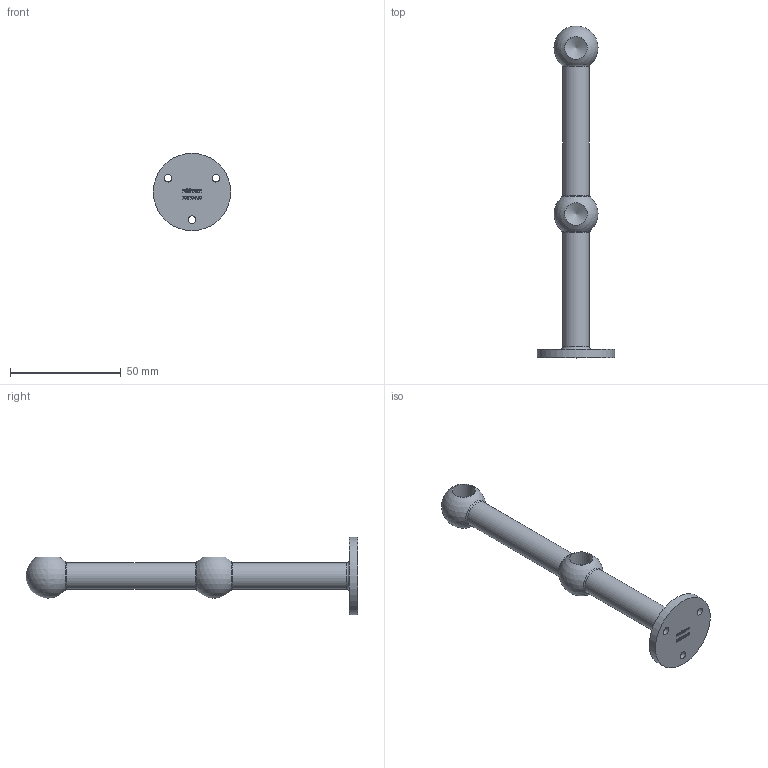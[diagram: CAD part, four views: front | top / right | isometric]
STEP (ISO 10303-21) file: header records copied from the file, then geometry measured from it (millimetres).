
FILE_DESCRIPTION (( 'STEP AP203' ), '1' );
FILE_NAME ('70314-ME.step', '2024-01-11T13:45:43', ( '' ), ( '' ), 'SwSTEP 2.0', 'SolidWorks 2018', '' );
FILE_SCHEMA (( 'CONFIG_CONTROL_DESIGN' ));
Length unit declared in the file: millimetre
Products named in the file (1): 70314-ME
Bounding box: 35 x 149.89 x 35 mm (x, y, z)
Volume: 22368.7 mm3; surface area: 9353.1 mm2
Topology: 1 solids, 1 shells, 237 faces, 620 edges, 409 vertices
Faces by surface type: plane 118, bspline 95, cylinder 11, cone 7, torus 4, sphere 2
Full cylindrical faces by diameter (mm): 3.5 x3, 5.8 x3, 10.2 x2, 12 x2, 35 x1
Entity records: 12578 total; most frequent: CARTESIAN_POINT 7428, ORIENTED_EDGE 1178, DIRECTION 713, EDGE_CURVE 589, VERTEX_POINT 402, VECTOR 371, LINE 371, EDGE_LOOP 291
